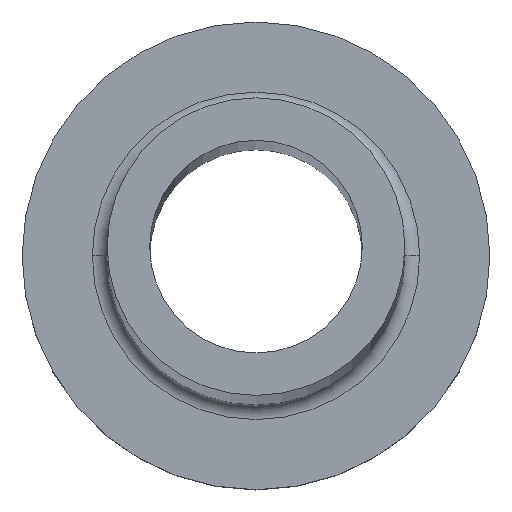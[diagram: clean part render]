
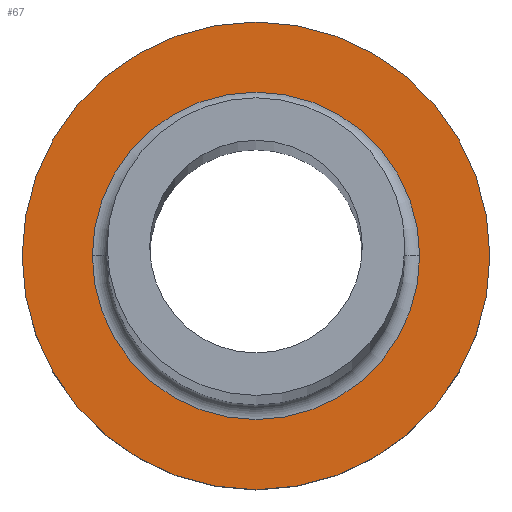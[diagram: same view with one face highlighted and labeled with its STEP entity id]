
A CAD part, top view. The second image highlights one B-rep face of the part: STEP entity #67.
In plain terms, the highlighted planar face has unit normal (0, 0, 1).
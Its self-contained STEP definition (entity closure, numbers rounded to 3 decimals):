
#3 = CARTESIAN_POINT ( 'NONE',  ( 0., 0., 7. ) ) ;
#9 = EDGE_CURVE ( 'NONE', #234, #221, #317, .T. ) ;
#12 = DIRECTION ( 'NONE',  ( 0., 0., 1. ) ) ;
#32 = DIRECTION ( 'NONE',  ( 1., 0., 0. ) ) ;
#40 = EDGE_CURVE ( 'NONE', #100, #320, #347, .T. ) ;
#47 = DIRECTION ( 'NONE',  ( 1., 0., 0. ) ) ;
#56 = FACE_OUTER_BOUND ( 'NONE', #219, .T. ) ;
#67 = ADVANCED_FACE ( 'NONE', ( #115, #56 ), #287, .T. ) ;
#77 = CARTESIAN_POINT ( 'NONE',  ( 0., 0., 7. ) ) ;
#82 = ORIENTED_EDGE ( 'NONE', *, *, #299, .T. ) ;
#90 = CARTESIAN_POINT ( 'NONE',  ( 0., 0., 7. ) ) ;
#95 = DIRECTION ( 'NONE',  ( 0., 0., 1. ) ) ;
#96 = ORIENTED_EDGE ( 'NONE', *, *, #322, .T. ) ;
#100 = VERTEX_POINT ( 'NONE', #286 ) ;
#103 = DIRECTION ( 'NONE',  ( 0., 0., -1. ) ) ;
#115 = FACE_BOUND ( 'NONE', #325, .T. ) ;
#126 = CARTESIAN_POINT ( 'NONE',  ( 7.7, 0., 7. ) ) ;
#129 = DIRECTION ( 'NONE',  ( 1., 0., 0. ) ) ;
#140 = CIRCLE ( 'NONE', #188, 11. ) ;
#158 = CARTESIAN_POINT ( 'NONE',  ( 0., 0., 7. ) ) ;
#168 = AXIS2_PLACEMENT_3D ( 'NONE', #3, #297, #264 ) ;
#173 = DIRECTION ( 'NONE',  ( 1., 0., 0. ) ) ;
#188 = AXIS2_PLACEMENT_3D ( 'NONE', #350, #95, #32 ) ;
#204 = DIRECTION ( 'NONE',  ( 0., 0., 1. ) ) ;
#205 = CARTESIAN_POINT ( 'NONE',  ( -7.7, 0., 7. ) ) ;
#219 = EDGE_LOOP ( 'NONE', ( #96, #242 ) ) ;
#221 = VERTEX_POINT ( 'NONE', #126 ) ;
#234 = VERTEX_POINT ( 'NONE', #205 ) ;
#242 = ORIENTED_EDGE ( 'NONE', *, *, #40, .T. ) ;
#264 = DIRECTION ( 'NONE',  ( 1., 0., 0. ) ) ;
#271 = AXIS2_PLACEMENT_3D ( 'NONE', #77, #103, #47 ) ;
#283 = ORIENTED_EDGE ( 'NONE', *, *, #9, .T. ) ;
#286 = CARTESIAN_POINT ( 'NONE',  ( 11., 0., 7. ) ) ;
#287 = PLANE ( 'NONE',  #380 ) ;
#297 = DIRECTION ( 'NONE',  ( 0., 0., -1. ) ) ;
#299 = EDGE_CURVE ( 'NONE', #221, #234, #305, .T. ) ;
#305 = CIRCLE ( 'NONE', #168, 7.7 ) ;
#317 = CIRCLE ( 'NONE', #271, 7.7 ) ;
#320 = VERTEX_POINT ( 'NONE', #326 ) ;
#322 = EDGE_CURVE ( 'NONE', #320, #100, #140, .T. ) ;
#325 = EDGE_LOOP ( 'NONE', ( #82, #283 ) ) ;
#326 = CARTESIAN_POINT ( 'NONE',  ( -11., 0., 7. ) ) ;
#335 = AXIS2_PLACEMENT_3D ( 'NONE', #158, #12, #129 ) ;
#347 = CIRCLE ( 'NONE', #335, 11. ) ;
#350 = CARTESIAN_POINT ( 'NONE',  ( 0., 0., 7. ) ) ;
#380 = AXIS2_PLACEMENT_3D ( 'NONE', #90, #204, #173 ) ;
